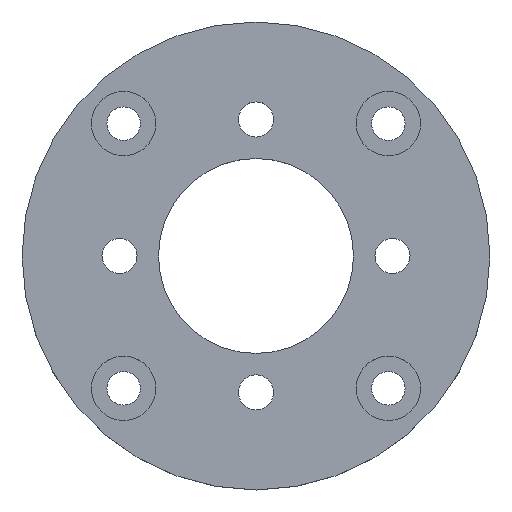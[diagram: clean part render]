
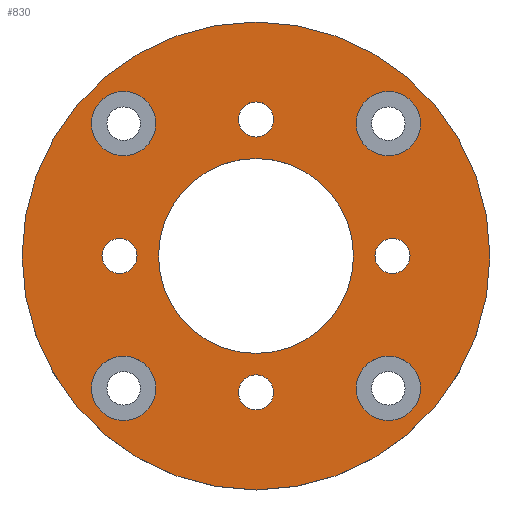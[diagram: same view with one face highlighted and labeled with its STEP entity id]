
A CAD part, top view. The second image highlights one B-rep face of the part: STEP entity #830.
In plain terms, the highlighted planar face has unit normal (0, 0, 1).
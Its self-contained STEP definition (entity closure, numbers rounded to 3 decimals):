
#105=CARTESIAN_POINT('',(0.,0.,5.));
#106=DIRECTION('',(0.,0.,1.));
#107=DIRECTION('',(1.,0.,0.));
#108=AXIS2_PLACEMENT_3D('',#105,#106,#107);
#110=CARTESIAN_POINT('',(0.,0.,5.));
#111=DIRECTION('',(0.,0.,1.));
#112=DIRECTION('',(-1.,0.,0.));
#113=AXIS2_PLACEMENT_3D('',#110,#111,#112);
#115=CARTESIAN_POINT('',(0.,0.,5.));
#116=DIRECTION('',(0.,0.,1.));
#117=DIRECTION('',(1.,0.,0.));
#118=AXIS2_PLACEMENT_3D('',#115,#116,#117);
#120=CARTESIAN_POINT('',(0.,0.,5.));
#121=DIRECTION('',(0.,0.,1.));
#122=DIRECTION('',(-1.,0.,0.));
#123=AXIS2_PLACEMENT_3D('',#120,#121,#122);
#125=CARTESIAN_POINT('',(0.,17.5,5.));
#126=DIRECTION('',(0.,0.,-1.));
#127=DIRECTION('',(1.,0.,0.));
#128=AXIS2_PLACEMENT_3D('',#125,#126,#127);
#130=CARTESIAN_POINT('',(0.,17.5,5.));
#131=DIRECTION('',(0.,0.,-1.));
#132=DIRECTION('',(-1.,0.,0.));
#133=AXIS2_PLACEMENT_3D('',#130,#131,#132);
#135=CARTESIAN_POINT('',(17.5,0.,5.));
#136=DIRECTION('',(0.,0.,-1.));
#137=DIRECTION('',(1.,0.,0.));
#138=AXIS2_PLACEMENT_3D('',#135,#136,#137);
#140=CARTESIAN_POINT('',(17.5,0.,5.));
#141=DIRECTION('',(0.,0.,-1.));
#142=DIRECTION('',(-1.,0.,0.));
#143=AXIS2_PLACEMENT_3D('',#140,#141,#142);
#145=CARTESIAN_POINT('',(0.,-17.5,5.));
#146=DIRECTION('',(0.,0.,-1.));
#147=DIRECTION('',(1.,0.,0.));
#148=AXIS2_PLACEMENT_3D('',#145,#146,#147);
#150=CARTESIAN_POINT('',(0.,-17.5,5.));
#151=DIRECTION('',(0.,0.,-1.));
#152=DIRECTION('',(-1.,0.,0.));
#153=AXIS2_PLACEMENT_3D('',#150,#151,#152);
#155=CARTESIAN_POINT('',(-17.5,0.,5.));
#156=DIRECTION('',(0.,0.,-1.));
#157=DIRECTION('',(1.,0.,0.));
#158=AXIS2_PLACEMENT_3D('',#155,#156,#157);
#160=CARTESIAN_POINT('',(-17.5,0.,5.));
#161=DIRECTION('',(0.,0.,-1.));
#162=DIRECTION('',(-1.,0.,0.));
#163=AXIS2_PLACEMENT_3D('',#160,#161,#162);
#165=CARTESIAN_POINT('',(16.971,-16.971,5.));
#166=DIRECTION('',(0.,0.,1.));
#167=DIRECTION('',(-1.,0.,0.));
#168=AXIS2_PLACEMENT_3D('',#165,#166,#167);
#170=CARTESIAN_POINT('',(16.971,-16.971,5.));
#171=DIRECTION('',(0.,0.,1.));
#172=DIRECTION('',(1.,0.,0.));
#173=AXIS2_PLACEMENT_3D('',#170,#171,#172);
#175=CARTESIAN_POINT('',(16.971,16.971,5.));
#176=DIRECTION('',(0.,0.,1.));
#177=DIRECTION('',(-1.,0.,0.));
#178=AXIS2_PLACEMENT_3D('',#175,#176,#177);
#180=CARTESIAN_POINT('',(16.971,16.971,5.));
#181=DIRECTION('',(0.,0.,1.));
#182=DIRECTION('',(1.,0.,0.));
#183=AXIS2_PLACEMENT_3D('',#180,#181,#182);
#185=CARTESIAN_POINT('',(-16.971,16.971,5.));
#186=DIRECTION('',(0.,0.,1.));
#187=DIRECTION('',(-1.,0.,0.));
#188=AXIS2_PLACEMENT_3D('',#185,#186,#187);
#190=CARTESIAN_POINT('',(-16.971,16.971,5.));
#191=DIRECTION('',(0.,0.,1.));
#192=DIRECTION('',(1.,0.,0.));
#193=AXIS2_PLACEMENT_3D('',#190,#191,#192);
#195=CARTESIAN_POINT('',(-16.971,-16.971,5.));
#196=DIRECTION('',(0.,0.,1.));
#197=DIRECTION('',(-1.,0.,0.));
#198=AXIS2_PLACEMENT_3D('',#195,#196,#197);
#200=CARTESIAN_POINT('',(-16.971,-16.971,5.));
#201=DIRECTION('',(0.,0.,1.));
#202=DIRECTION('',(1.,0.,0.));
#203=AXIS2_PLACEMENT_3D('',#200,#201,#202);
#533=CARTESIAN_POINT('',(30.,0.,5.));
#534=CARTESIAN_POINT('',(-30.,0.,5.));
#535=VERTEX_POINT('',#533);
#536=VERTEX_POINT('',#534);
#537=CARTESIAN_POINT('',(12.5,0.,5.));
#538=CARTESIAN_POINT('',(-12.5,0.,5.));
#539=VERTEX_POINT('',#537);
#540=VERTEX_POINT('',#538);
#557=CARTESIAN_POINT('',(2.25,17.5,5.));
#558=CARTESIAN_POINT('',(-2.25,17.5,5.));
#559=VERTEX_POINT('',#557);
#560=VERTEX_POINT('',#558);
#573=CARTESIAN_POINT('',(19.75,0.,5.));
#574=CARTESIAN_POINT('',(15.25,0.,5.));
#575=VERTEX_POINT('',#573);
#576=VERTEX_POINT('',#574);
#589=CARTESIAN_POINT('',(2.25,-17.5,5.));
#590=CARTESIAN_POINT('',(-2.25,-17.5,5.));
#591=VERTEX_POINT('',#589);
#592=VERTEX_POINT('',#590);
#605=CARTESIAN_POINT('',(-15.25,0.,5.));
#606=CARTESIAN_POINT('',(-19.75,0.,5.));
#607=VERTEX_POINT('',#605);
#608=VERTEX_POINT('',#606);
#621=CARTESIAN_POINT('',(12.846,-16.971,5.));
#622=CARTESIAN_POINT('',(21.096,-16.971,5.));
#623=VERTEX_POINT('',#621);
#624=VERTEX_POINT('',#622);
#649=CARTESIAN_POINT('',(12.846,16.971,5.));
#650=CARTESIAN_POINT('',(21.096,16.971,5.));
#651=VERTEX_POINT('',#649);
#652=VERTEX_POINT('',#650);
#665=CARTESIAN_POINT('',(-21.096,16.971,5.));
#666=CARTESIAN_POINT('',(-12.846,16.971,5.));
#667=VERTEX_POINT('',#665);
#668=VERTEX_POINT('',#666);
#681=CARTESIAN_POINT('',(-21.096,-16.971,5.));
#682=CARTESIAN_POINT('',(-12.846,-16.971,5.));
#683=VERTEX_POINT('',#681);
#684=VERTEX_POINT('',#682);
#766=CARTESIAN_POINT('',(0.,0.,5.));
#767=DIRECTION('',(0.,0.,1.));
#768=DIRECTION('',(1.,0.,0.));
#769=AXIS2_PLACEMENT_3D('',#766,#767,#768);
#770=PLANE('',#769);
#772=ORIENTED_EDGE('',*,*,#771,.F.);
#774=ORIENTED_EDGE('',*,*,#773,.F.);
#775=EDGE_LOOP('',(#772,#774));
#776=FACE_OUTER_BOUND('',#775,.F.);
#777=ORIENTED_EDGE('',*,*,#756,.T.);
#779=ORIENTED_EDGE('',*,*,#778,.T.);
#780=EDGE_LOOP('',(#777,#779));
#781=FACE_BOUND('',#780,.F.);
#783=ORIENTED_EDGE('',*,*,#782,.F.);
#785=ORIENTED_EDGE('',*,*,#784,.F.);
#786=EDGE_LOOP('',(#783,#785));
#787=FACE_BOUND('',#786,.F.);
#789=ORIENTED_EDGE('',*,*,#788,.F.);
#791=ORIENTED_EDGE('',*,*,#790,.F.);
#792=EDGE_LOOP('',(#789,#791));
#793=FACE_BOUND('',#792,.F.);
#795=ORIENTED_EDGE('',*,*,#794,.F.);
#797=ORIENTED_EDGE('',*,*,#796,.F.);
#798=EDGE_LOOP('',(#795,#797));
#799=FACE_BOUND('',#798,.F.);
#801=ORIENTED_EDGE('',*,*,#800,.F.);
#803=ORIENTED_EDGE('',*,*,#802,.F.);
#804=EDGE_LOOP('',(#801,#803));
#805=FACE_BOUND('',#804,.F.);
#807=ORIENTED_EDGE('',*,*,#806,.T.);
#809=ORIENTED_EDGE('',*,*,#808,.T.);
#810=EDGE_LOOP('',(#807,#809));
#811=FACE_BOUND('',#810,.F.);
#813=ORIENTED_EDGE('',*,*,#812,.T.);
#815=ORIENTED_EDGE('',*,*,#814,.T.);
#816=EDGE_LOOP('',(#813,#815));
#817=FACE_BOUND('',#816,.F.);
#819=ORIENTED_EDGE('',*,*,#818,.T.);
#821=ORIENTED_EDGE('',*,*,#820,.T.);
#822=EDGE_LOOP('',(#819,#821));
#823=FACE_BOUND('',#822,.F.);
#825=ORIENTED_EDGE('',*,*,#824,.T.);
#827=ORIENTED_EDGE('',*,*,#826,.T.);
#828=EDGE_LOOP('',(#825,#827));
#829=FACE_BOUND('',#828,.F.);
#830=ADVANCED_FACE('',(#776,#781,#787,#793,#799,#805,#811,#817,#823,#829),#770,
.T.);
#109=CIRCLE('',#108,30.);
#114=CIRCLE('',#113,30.);
#119=CIRCLE('',#118,12.5);
#124=CIRCLE('',#123,12.5);
#129=CIRCLE('',#128,2.25);
#134=CIRCLE('',#133,2.25);
#139=CIRCLE('',#138,2.25);
#144=CIRCLE('',#143,2.25);
#149=CIRCLE('',#148,2.25);
#154=CIRCLE('',#153,2.25);
#159=CIRCLE('',#158,2.25);
#164=CIRCLE('',#163,2.25);
#169=CIRCLE('',#168,4.125);
#174=CIRCLE('',#173,4.125);
#179=CIRCLE('',#178,4.125);
#184=CIRCLE('',#183,4.125);
#189=CIRCLE('',#188,4.125);
#194=CIRCLE('',#193,4.125);
#199=CIRCLE('',#198,4.125);
#204=CIRCLE('',#203,4.125);
#756=EDGE_CURVE('',#539,#540,#119,.T.);
#771=EDGE_CURVE('',#535,#536,#109,.T.);
#773=EDGE_CURVE('',#536,#535,#114,.T.);
#778=EDGE_CURVE('',#540,#539,#124,.T.);
#782=EDGE_CURVE('',#559,#560,#129,.T.);
#784=EDGE_CURVE('',#560,#559,#134,.T.);
#788=EDGE_CURVE('',#575,#576,#139,.T.);
#790=EDGE_CURVE('',#576,#575,#144,.T.);
#794=EDGE_CURVE('',#591,#592,#149,.T.);
#796=EDGE_CURVE('',#592,#591,#154,.T.);
#800=EDGE_CURVE('',#607,#608,#159,.T.);
#802=EDGE_CURVE('',#608,#607,#164,.T.);
#806=EDGE_CURVE('',#623,#624,#169,.T.);
#808=EDGE_CURVE('',#624,#623,#174,.T.);
#812=EDGE_CURVE('',#651,#652,#179,.T.);
#814=EDGE_CURVE('',#652,#651,#184,.T.);
#818=EDGE_CURVE('',#667,#668,#189,.T.);
#820=EDGE_CURVE('',#668,#667,#194,.T.);
#824=EDGE_CURVE('',#683,#684,#199,.T.);
#826=EDGE_CURVE('',#684,#683,#204,.T.);
